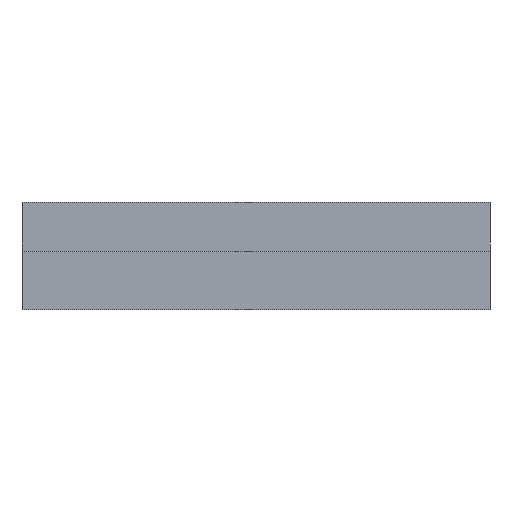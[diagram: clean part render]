
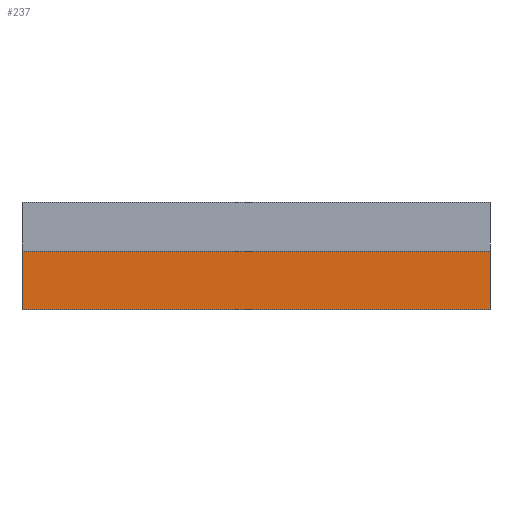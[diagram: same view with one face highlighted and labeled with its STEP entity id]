
A CAD part, front view. The second image highlights one B-rep face of the part: STEP entity #237.
In plain terms, the highlighted planar face has unit normal (0, -1, 0).
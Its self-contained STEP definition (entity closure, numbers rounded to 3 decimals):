
#19 = ORIENTED_EDGE ( 'NONE', *, *, #154, .T. ) ;
#28 = CARTESIAN_POINT ( 'NONE',  ( 90., -0.75, -10. ) ) ;
#33 = DIRECTION ( 'NONE',  ( -1., 0., 0. ) ) ;
#41 = FACE_OUTER_BOUND ( 'NONE', #271, .T. ) ;
#52 = CARTESIAN_POINT ( 'NONE',  ( 90., -0.75, -10. ) ) ;
#58 = CARTESIAN_POINT ( 'NONE',  ( -6., -0.75, -10. ) ) ;
#89 = CARTESIAN_POINT ( 'NONE',  ( 90., -0.75, -22. ) ) ;
#95 = LINE ( 'NONE', #89, #177 ) ;
#103 = ORIENTED_EDGE ( 'NONE', *, *, #296, .F. ) ;
#105 = PLANE ( 'NONE',  #125 ) ;
#106 = DIRECTION ( 'NONE',  ( 0., 0., 1. ) ) ;
#117 = VECTOR ( 'NONE', #33, 1000. ) ;
#122 = LINE ( 'NONE', #137, #117 ) ;
#125 = AXIS2_PLACEMENT_3D ( 'NONE', #28, #134, #106 ) ;
#134 = DIRECTION ( 'NONE',  ( 0., 1., 0. ) ) ;
#137 = CARTESIAN_POINT ( 'NONE',  ( 90., -0.75, -10. ) ) ;
#144 = EDGE_CURVE ( 'NONE', #172, #169, #256, .T. ) ;
#145 = DIRECTION ( 'NONE',  ( -1., 0., 0. ) ) ;
#149 = EDGE_CURVE ( 'NONE', #172, #215, #122, .T. ) ;
#154 = EDGE_CURVE ( 'NONE', #215, #297, #216, .T. ) ;
#162 = ORIENTED_EDGE ( 'NONE', *, *, #149, .T. ) ;
#165 = CARTESIAN_POINT ( 'NONE',  ( 90., -0.75, -10. ) ) ;
#169 = VERTEX_POINT ( 'NONE', #286 ) ;
#172 = VERTEX_POINT ( 'NONE', #165 ) ;
#177 = VECTOR ( 'NONE', #145, 1000. ) ;
#190 = DIRECTION ( 'NONE',  ( 0., 0., -1. ) ) ;
#191 = CARTESIAN_POINT ( 'NONE',  ( -6., -0.75, -10. ) ) ;
#215 = VERTEX_POINT ( 'NONE', #191 ) ;
#216 = LINE ( 'NONE', #58, #308 ) ;
#224 = ORIENTED_EDGE ( 'NONE', *, *, #144, .F. ) ;
#237 = ADVANCED_FACE ( 'NONE', ( #41 ), #105, .F. ) ;
#256 = LINE ( 'NONE', #52, #331 ) ;
#271 = EDGE_LOOP ( 'NONE', ( #162, #19, #103, #224 ) ) ;
#286 = CARTESIAN_POINT ( 'NONE',  ( 90., -0.75, -22. ) ) ;
#290 = CARTESIAN_POINT ( 'NONE',  ( -6., -0.75, -22. ) ) ;
#296 = EDGE_CURVE ( 'NONE', #169, #297, #95, .T. ) ;
#297 = VERTEX_POINT ( 'NONE', #290 ) ;
#308 = VECTOR ( 'NONE', #190, 1000. ) ;
#312 = DIRECTION ( 'NONE',  ( 0., 0., -1. ) ) ;
#331 = VECTOR ( 'NONE', #312, 1000. ) ;
